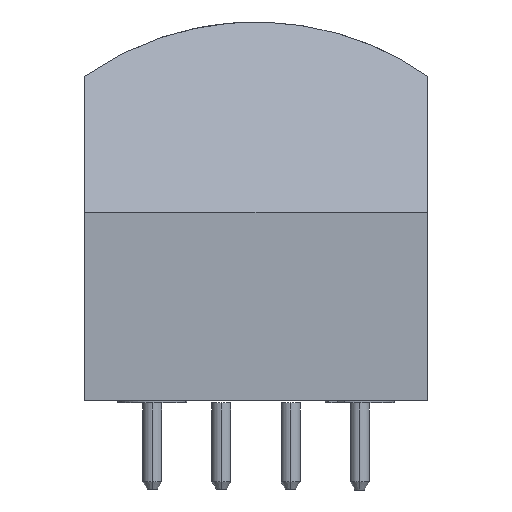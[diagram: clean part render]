
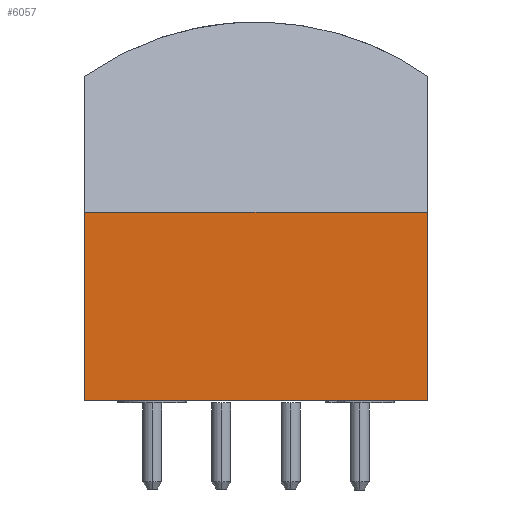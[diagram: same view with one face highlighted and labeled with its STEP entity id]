
A CAD part, left-side view. The second image highlights one B-rep face of the part: STEP entity #6057.
In plain terms, the highlighted planar face has unit normal (-1, 0, 0).
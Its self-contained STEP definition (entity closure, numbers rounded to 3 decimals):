
#5984=CARTESIAN_POINT('',(-6.59,6.3,7.));
#5985=VERTEX_POINT('',#5984);
#6010=CARTESIAN_POINT('',(-6.59,6.3,0.1));
#6011=VERTEX_POINT('',#6010);
#6018=CARTESIAN_POINT('',(-6.59,6.3,0.1));
#6019=DIRECTION('',(0.0,0.0,1.0));
#6020=VECTOR('',#6019,6.9);
#6021=LINE('',#6018,#6020);
#6022=EDGE_CURVE('',#6011,#5985,#6021,.T.);
#6027=CARTESIAN_POINT('',(-6.59,-6.93,-0.35));
#6028=DIRECTION('',(1.0,0.0,0.0));
#6029=DIRECTION('',(0.0,1.0,0.0));
#6030=AXIS2_PLACEMENT_3D('',#6027,#6028,#6029);
#6031=PLANE('',#6030);
#6032=CARTESIAN_POINT('',(-6.59,-6.3,7.));
#6033=VERTEX_POINT('',#6032);
#6034=CARTESIAN_POINT('',(-6.59,-6.3,7.));
#6035=DIRECTION('',(0.0,1.0,0.0));
#6036=VECTOR('',#6035,12.6);
#6037=LINE('',#6034,#6036);
#6038=EDGE_CURVE('',#6033,#5985,#6037,.T.);
#6039=ORIENTED_EDGE('',*,*,#6038,.T.);
#6040=ORIENTED_EDGE('',*,*,#6022,.F.);
#6041=CARTESIAN_POINT('',(-6.59,-6.3,0.1));
#6042=VERTEX_POINT('',#6041);
#6043=CARTESIAN_POINT('',(-6.59,-6.3,0.1));
#6044=DIRECTION('',(0.0,1.0,0.0));
#6045=VECTOR('',#6044,12.6);
#6046=LINE('',#6043,#6045);
#6047=EDGE_CURVE('',#6042,#6011,#6046,.T.);
#6048=ORIENTED_EDGE('',*,*,#6047,.F.);
#6049=CARTESIAN_POINT('',(-6.59,-6.3,7.));
#6050=DIRECTION('',(0.0,0.0,-1.0));
#6051=VECTOR('',#6050,6.9);
#6052=LINE('',#6049,#6051);
#6053=EDGE_CURVE('',#6033,#6042,#6052,.T.);
#6054=ORIENTED_EDGE('',*,*,#6053,.F.);
#6055=EDGE_LOOP('',(#6039,#6040,#6048,#6054));
#6056=FACE_OUTER_BOUND('',#6055,.T.);
#6057=ADVANCED_FACE('',(#6056),#6031,.F.);
